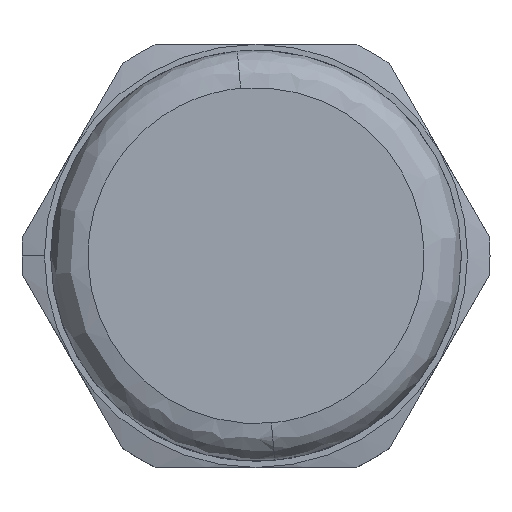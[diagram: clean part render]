
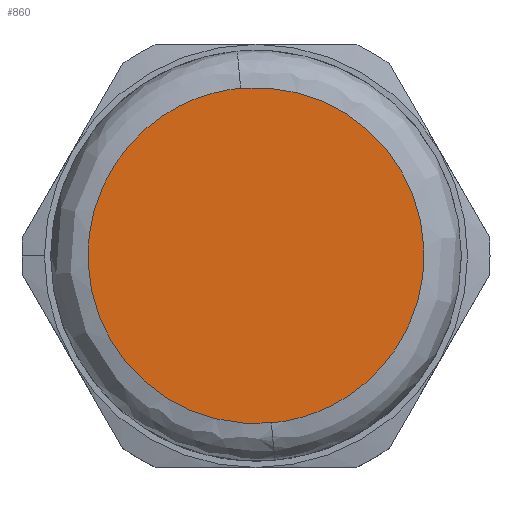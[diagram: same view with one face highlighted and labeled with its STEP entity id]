
A CAD part, top view. The second image highlights one B-rep face of the part: STEP entity #860.
In plain terms, the highlighted planar face has unit normal (0, 0, 1).
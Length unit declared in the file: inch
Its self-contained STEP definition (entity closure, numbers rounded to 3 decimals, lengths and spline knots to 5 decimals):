
#261 = CARTESIAN_POINT ( 'NONE',  ( 0.50501, 0.31317, 0.43307 ) ) ;
#443 = CARTESIAN_POINT ( 'NONE',  ( 0.55354, -0.21611, 0.43307 ) ) ;
#710 = CARTESIAN_POINT ( 'NONE',  ( -0.55354, 0.21611, 0.43307 ) ) ;
#828 =( BOUNDED_CURVE ( )  B_SPLINE_CURVE ( 3, ( #2624, #893, #710, #2420 ),
 .UNSPECIFIED., .F., .F. ) 
 B_SPLINE_CURVE_WITH_KNOTS ( ( 4, 4 ),
 ( 0., 0.5 ),
 .UNSPECIFIED. ) 
 CURVE ( )  GEOMETRIC_REPRESENTATION_ITEM ( )  RATIONAL_B_SPLINE_CURVE ( ( 1., 0.333, 0.333, 1. ) ) 
 REPRESENTATION_ITEM ( '' )  );
#835 = ORIENTED_EDGE ( 'NONE', *, *, #1363, .F. ) ;
#860 = ADVANCED_FACE ( 'NONE', ( #1673 ), #1460, .F. ) ;
#879 = CARTESIAN_POINT ( 'NONE',  ( 0.02427, -0.26464, 0.43307 ) ) ;
#893 = CARTESIAN_POINT ( 'NONE',  ( -0.50501, -0.31317, 0.43307 ) ) ;
#1001 = CARTESIAN_POINT ( 'NONE',  ( 0., 0., 0.43307 ) ) ;
#1093 = CARTESIAN_POINT ( 'NONE',  ( -0.02427, 0.26464, 0.43307 ) ) ;
#1363 = EDGE_CURVE ( 'NONE', #2670, #2470, #2561, .T. ) ;
#1426 = ORIENTED_EDGE ( 'NONE', *, *, #1442, .F. ) ;
#1442 = EDGE_CURVE ( 'NONE', #2470, #2670, #828, .T. ) ;
#1460 = PLANE ( 'NONE',  #2154 ) ;
#1673 = FACE_OUTER_BOUND ( 'NONE', #2728, .T. ) ;
#1773 = CARTESIAN_POINT ( 'NONE',  ( 0.02427, -0.26464, 0.43307 ) ) ;
#1798 = CARTESIAN_POINT ( 'NONE',  ( -0.02427, 0.26464, 0.43307 ) ) ;
#2154 = AXIS2_PLACEMENT_3D ( 'NONE', #1001, #2309, #2492 ) ;
#2309 = DIRECTION ( 'NONE',  ( 0., 0., -1. ) ) ;
#2420 = CARTESIAN_POINT ( 'NONE',  ( -0.02427, 0.26464, 0.43307 ) ) ;
#2470 = VERTEX_POINT ( 'NONE', #1773 ) ;
#2492 = DIRECTION ( 'NONE',  ( -1., 0., 0. ) ) ;
#2561 =( BOUNDED_CURVE ( )  B_SPLINE_CURVE ( 3, ( #1093, #261, #443, #879 ),
 .UNSPECIFIED., .F., .F. ) 
 B_SPLINE_CURVE_WITH_KNOTS ( ( 4, 4 ),
 ( 0.5, 1. ),
 .UNSPECIFIED. ) 
 CURVE ( )  GEOMETRIC_REPRESENTATION_ITEM ( )  RATIONAL_B_SPLINE_CURVE ( ( 1., 0.333, 0.333, 1. ) ) 
 REPRESENTATION_ITEM ( '' )  );
#2624 = CARTESIAN_POINT ( 'NONE',  ( 0.02427, -0.26464, 0.43307 ) ) ;
#2670 = VERTEX_POINT ( 'NONE', #1798 ) ;
#2728 = EDGE_LOOP ( 'NONE', ( #835, #1426 ) ) ;
